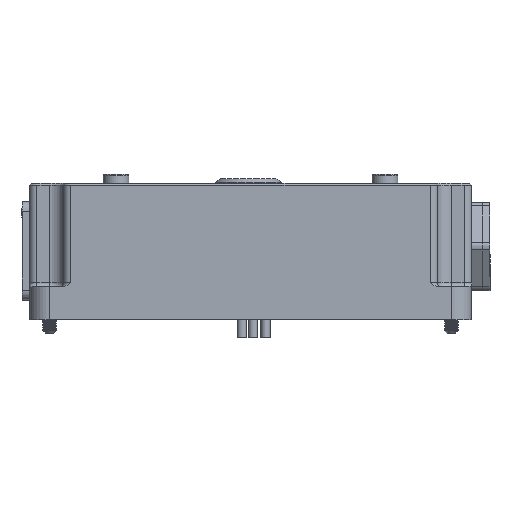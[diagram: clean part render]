
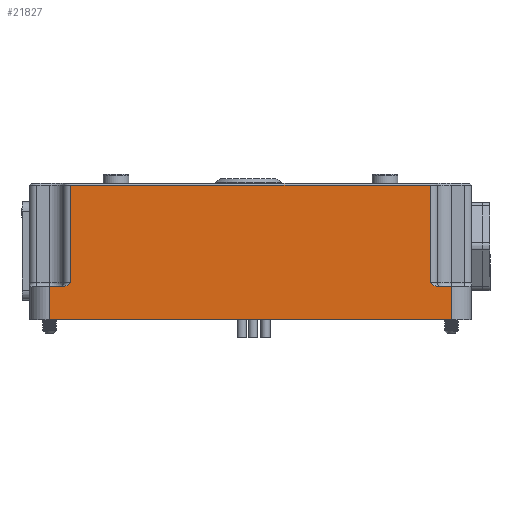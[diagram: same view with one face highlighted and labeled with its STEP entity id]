
A CAD part, left-side view. The second image highlights one B-rep face of the part: STEP entity #21827.
In plain terms, the highlighted planar face has unit normal (-1, 0, 0).
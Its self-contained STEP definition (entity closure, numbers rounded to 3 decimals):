
#650=PLANE('',#23561);
#1709=FACE_OUTER_BOUND('',#3084,.T.);
#3084=EDGE_LOOP('',(#17849,#17850,#17851,#17852,#17853,#17854,#17855,#17856,
#17857,#17858));
#5022=B_SPLINE_CURVE_WITH_KNOTS('',3,(#54658,#54659,#54660,#54661,#54662,
#54663),.UNSPECIFIED.,.F.,.F.,(4,2,4),(0.,0.146,0.234),
 .UNSPECIFIED.);
#5023=B_SPLINE_CURVE_WITH_KNOTS('',3,(#54674,#54675,#54676,#54677,#54678,
#54679),.UNSPECIFIED.,.F.,.F.,(4,2,4),(0.,0.146,0.234),
 .UNSPECIFIED.);
#6326=LINE('',#54589,#7914);
#6350=LINE('',#54652,#7938);
#6351=LINE('',#54656,#7939);
#6352=LINE('',#54665,#7940);
#6353=LINE('',#54667,#7941);
#6354=LINE('',#54669,#7942);
#6355=LINE('',#54671,#7943);
#6356=LINE('',#54673,#7944);
#7914=VECTOR('',#27721,10.);
#7938=VECTOR('',#27791,10.);
#7939=VECTOR('',#27796,10.);
#7940=VECTOR('',#27797,10.);
#7941=VECTOR('',#27798,10.);
#7942=VECTOR('',#27799,10.);
#7943=VECTOR('',#27800,10.);
#7944=VECTOR('',#27801,10.);
#9789=VERTEX_POINT('',#54583);
#9790=VERTEX_POINT('',#54587);
#9806=VERTEX_POINT('',#54651);
#9807=VERTEX_POINT('',#54655);
#9808=VERTEX_POINT('',#54657);
#9809=VERTEX_POINT('',#54664);
#9810=VERTEX_POINT('',#54666);
#9811=VERTEX_POINT('',#54668);
#9812=VERTEX_POINT('',#54670);
#9813=VERTEX_POINT('',#54672);
#12582=EDGE_CURVE('',#9789,#9790,#6326,.T.);
#12613=EDGE_CURVE('',#9790,#9806,#6350,.T.);
#12615=EDGE_CURVE('',#9789,#9807,#6351,.T.);
#12616=EDGE_CURVE('',#9807,#9808,#5022,.T.);
#12617=EDGE_CURVE('',#9809,#9808,#6352,.T.);
#12618=EDGE_CURVE('',#9810,#9809,#6353,.T.);
#12619=EDGE_CURVE('',#9810,#9811,#6354,.T.);
#12620=EDGE_CURVE('',#9811,#9812,#6355,.T.);
#12621=EDGE_CURVE('',#9812,#9813,#6356,.T.);
#12622=EDGE_CURVE('',#9806,#9813,#5023,.T.);
#17849=ORIENTED_EDGE('',*,*,#12582,.F.);
#17850=ORIENTED_EDGE('',*,*,#12615,.T.);
#17851=ORIENTED_EDGE('',*,*,#12616,.T.);
#17852=ORIENTED_EDGE('',*,*,#12617,.F.);
#17853=ORIENTED_EDGE('',*,*,#12618,.F.);
#17854=ORIENTED_EDGE('',*,*,#12619,.T.);
#17855=ORIENTED_EDGE('',*,*,#12620,.T.);
#17856=ORIENTED_EDGE('',*,*,#12621,.T.);
#17857=ORIENTED_EDGE('',*,*,#12622,.F.);
#17858=ORIENTED_EDGE('',*,*,#12613,.F.);
#21827=ADVANCED_FACE('',(#1709),#650,.F.);
#23561=AXIS2_PLACEMENT_3D('',#54654,#27794,#27795);
#27721=DIRECTION('',(0.,-1.,0.));
#27791=DIRECTION('',(0.,0.,-1.));
#27794=DIRECTION('center_axis',(1.,0.,0.));
#27795=DIRECTION('ref_axis',(0.,1.,0.));
#27796=DIRECTION('',(0.,0.,-1.));
#27797=DIRECTION('',(0.,-1.,0.));
#27798=DIRECTION('',(0.,0.,1.));
#27799=DIRECTION('',(0.,-1.,0.));
#27800=DIRECTION('',(0.,0.,1.));
#27801=DIRECTION('',(0.,1.,0.));
#54583=CARTESIAN_POINT('',(-85.,48.75,41.5));
#54587=CARTESIAN_POINT('',(-85.,-48.75,41.5));
#54589=CARTESIAN_POINT('',(-85.,15.,41.5));
#54651=CARTESIAN_POINT('',(-85.,-48.75,15.));
#54652=CARTESIAN_POINT('',(-85.,-48.75,7.));
#54654=CARTESIAN_POINT('Origin',(-85.,0.,
0.));
#54655=CARTESIAN_POINT('',(-85.,48.75,15.));
#54656=CARTESIAN_POINT('',(-85.,48.75,7.));
#54657=CARTESIAN_POINT('',(-85.,50.986,14.));
#54658=CARTESIAN_POINT('Ctrl Pts',(-85.,48.75,15.));
#54659=CARTESIAN_POINT('Ctrl Pts',(-85.,49.147,14.72));
#54660=CARTESIAN_POINT('Ctrl Pts',(-85.,49.625,14.388));
#54661=CARTESIAN_POINT('Ctrl Pts',(-85.,50.347,14.088));
#54662=CARTESIAN_POINT('Ctrl Pts',(-85.,50.69,14.));
#54663=CARTESIAN_POINT('Ctrl Pts',(-85.,50.986,14.));
#54664=CARTESIAN_POINT('',(-85.,54.5,14.));
#54665=CARTESIAN_POINT('',(-85.,28.203,14.));
#54666=CARTESIAN_POINT('',(-85.,54.5,5.));
#54667=CARTESIAN_POINT('',(-85.,54.5,0.));
#54668=CARTESIAN_POINT('',(-85.,-54.5,5.));
#54669=CARTESIAN_POINT('',(-85.,15.,5.));
#54670=CARTESIAN_POINT('',(-85.,-54.5,14.));
#54671=CARTESIAN_POINT('',(-85.,-54.5,0.));
#54672=CARTESIAN_POINT('',(-85.,-50.986,14.));
#54673=CARTESIAN_POINT('',(-85.,-28.203,14.));
#54674=CARTESIAN_POINT('Ctrl Pts',(-85.,-48.75,
15.));
#54675=CARTESIAN_POINT('Ctrl Pts',(-85.,-49.147,
14.72));
#54676=CARTESIAN_POINT('Ctrl Pts',(-85.,-49.625,
14.388));
#54677=CARTESIAN_POINT('Ctrl Pts',(-85.,-50.347,14.088));
#54678=CARTESIAN_POINT('Ctrl Pts',(-85.,-50.69,14.));
#54679=CARTESIAN_POINT('Ctrl Pts',(-85.,-50.986,14.));
